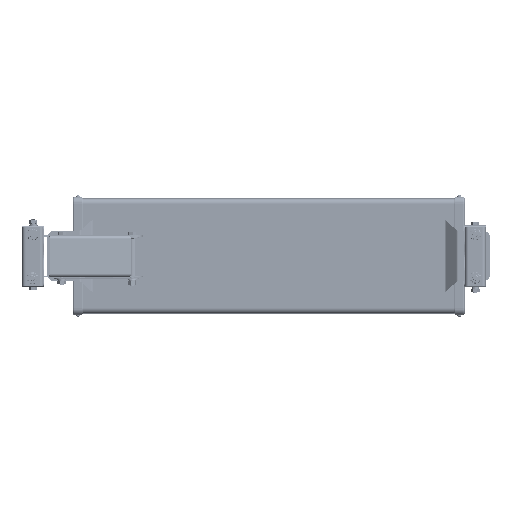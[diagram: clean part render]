
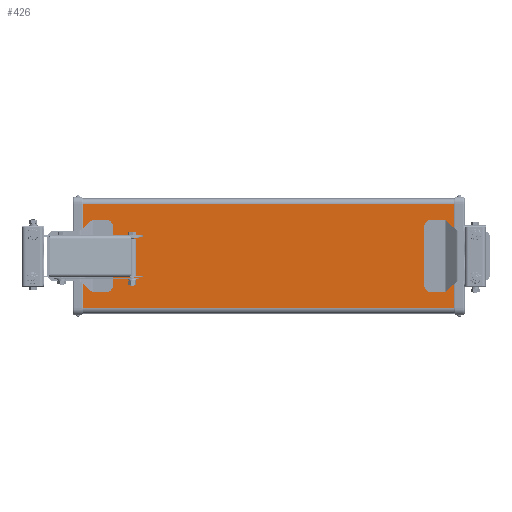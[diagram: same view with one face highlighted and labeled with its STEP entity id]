
A CAD part, front view. The second image highlights one B-rep face of the part: STEP entity #426.
In plain terms, the highlighted planar face has unit normal (0, -1, 0).
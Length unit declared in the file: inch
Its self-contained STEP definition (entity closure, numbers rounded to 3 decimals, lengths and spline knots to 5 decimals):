
#426 = ADVANCED_FACE ( 'NONE', ( #67160, #67170, #67162, #67158, #67165 ), #93157, .T. ) ;
#10758 = VERTEX_POINT ( 'NONE', #104446 ) ;
#22255 = AXIS2_PLACEMENT_3D ( 'NONE', #93178, #93181, #93184 ) ;
#24654 = VERTEX_POINT ( 'NONE', #45163 ) ;
#24656 = VERTEX_POINT ( 'NONE', #45164 ) ;
#24660 = VERTEX_POINT ( 'NONE', #45167 ) ;
#24666 = VERTEX_POINT ( 'NONE', #45172 ) ;
#25204 = VERTEX_POINT ( 'NONE', #45484 ) ;
#25208 = VERTEX_POINT ( 'NONE', #45485 ) ;
#25213 = VERTEX_POINT ( 'NONE', #45489 ) ;
#25216 = VERTEX_POINT ( 'NONE', #45490 ) ;
#25903 = VERTEX_POINT ( 'NONE', #45862 ) ;
#25919 = VERTEX_POINT ( 'NONE', #45871 ) ;
#29865 = EDGE_CURVE ( 'NONE', #25919, #10758, #98923, .T. ) ;
#29868 = EDGE_CURVE ( 'NONE', #25903, #71404, #98929, .T. ) ;
#29869 = EDGE_CURVE ( 'NONE', #10758, #71404, #98927, .T. ) ;
#33920 = CARTESIAN_POINT ( 'NONE',  ( -10.055, 0.1, 2.84375 ) ) ;
#33921 = DIRECTION ( 'NONE',  ( 0., 0., -1. ) ) ;
#33925 = CARTESIAN_POINT ( 'NONE',  ( 9.14895, 0.1, 1.1811 ) ) ;
#33926 = DIRECTION ( 'NONE',  ( 0., -1., 0. ) ) ;
#33927 = DIRECTION ( 'NONE',  ( 0., 0., -1. ) ) ;
#33928 = CARTESIAN_POINT ( 'NONE',  ( -9.14895, 0.1, 1.1811 ) ) ;
#33929 = DIRECTION ( 'NONE',  ( 0., -1., 0. ) ) ;
#33930 = DIRECTION ( 'NONE',  ( 0., 0., -1. ) ) ;
#33937 = CARTESIAN_POINT ( 'NONE',  ( -9.14895, 0.1, -1.1811 ) ) ;
#33938 = DIRECTION ( 'NONE',  ( 0., -1., 0. ) ) ;
#33939 = DIRECTION ( 'NONE',  ( 0., 0., -1. ) ) ;
#33941 = CARTESIAN_POINT ( 'NONE',  ( 9.14895, 0.1, -1.1811 ) ) ;
#33942 = DIRECTION ( 'NONE',  ( 0., -1., 0. ) ) ;
#33943 = DIRECTION ( 'NONE',  ( 0., 0., -1. ) ) ;
#34663 = CIRCLE ( 'NONE', #56171, 0.125 ) ;
#34665 = LINE ( 'NONE', #33920, #34668 ) ;
#34668 = VECTOR ( 'NONE', #33921, 39.37008 ) ;
#34669 = CIRCLE ( 'NONE', #56173, 0.125 ) ;
#34672 = CIRCLE ( 'NONE', #56179, 0.125 ) ;
#34675 = CIRCLE ( 'NONE', #56177, 0.125 ) ;
#36667 = CARTESIAN_POINT ( 'NONE',  ( 10.055, 0.1, 2.84375 ) ) ;
#45163 = CARTESIAN_POINT ( 'NONE',  ( -9.14895, 0.1, -1.0561 ) ) ;
#45164 = CARTESIAN_POINT ( 'NONE',  ( -9.14895, 0.1, -1.3061 ) ) ;
#45167 = CARTESIAN_POINT ( 'NONE',  ( 9.14895, 0.1, -1.3061 ) ) ;
#45172 = CARTESIAN_POINT ( 'NONE',  ( 9.14895, 0.1, -1.0561 ) ) ;
#45484 = CARTESIAN_POINT ( 'NONE',  ( 9.14895, 0.1, 1.0561 ) ) ;
#45485 = CARTESIAN_POINT ( 'NONE',  ( 9.14895, 0.1, 1.3061 ) ) ;
#45489 = CARTESIAN_POINT ( 'NONE',  ( -9.14895, 0.1, 1.0561 ) ) ;
#45490 = CARTESIAN_POINT ( 'NONE',  ( -9.14895, 0.1, 1.3061 ) ) ;
#45862 = CARTESIAN_POINT ( 'NONE',  ( -10.055, 0.1, 2.84375 ) ) ;
#45871 = CARTESIAN_POINT ( 'NONE',  ( -10.055, 0.1, -2.84375 ) ) ;
#49128 = ORIENTED_EDGE ( 'NONE', *, *, #60985, .F. ) ;
#49129 = ORIENTED_EDGE ( 'NONE', *, *, #60534, .F. ) ;
#49130 = ORIENTED_EDGE ( 'NONE', *, *, #60983, .F. ) ;
#49131 = ORIENTED_EDGE ( 'NONE', *, *, #60538, .F. ) ;
#49132 = ORIENTED_EDGE ( 'NONE', *, *, #60981, .F. ) ;
#49133 = ORIENTED_EDGE ( 'NONE', *, *, #60542, .F. ) ;
#49134 = ORIENTED_EDGE ( 'NONE', *, *, #60979, .F. ) ;
#49135 = ORIENTED_EDGE ( 'NONE', *, *, #60546, .F. ) ;
#49136 = ORIENTED_EDGE ( 'NONE', *, *, #29868, .F. ) ;
#49137 = ORIENTED_EDGE ( 'NONE', *, *, #60977, .T. ) ;
#49138 = ORIENTED_EDGE ( 'NONE', *, *, #29865, .T. ) ;
#49139 = ORIENTED_EDGE ( 'NONE', *, *, #29869, .T. ) ;
#55667 = AXIS2_PLACEMENT_3D ( 'NONE', #97378, #97379, #97380 ) ;
#55673 = AXIS2_PLACEMENT_3D ( 'NONE', #97388, #97389, #97390 ) ;
#55681 = AXIS2_PLACEMENT_3D ( 'NONE', #97398, #97399, #97400 ) ;
#55687 = AXIS2_PLACEMENT_3D ( 'NONE', #97408, #97409, #97410 ) ;
#56171 = AXIS2_PLACEMENT_3D ( 'NONE', #33925, #33926, #33927 ) ;
#56173 = AXIS2_PLACEMENT_3D ( 'NONE', #33928, #33929, #33930 ) ;
#56177 = AXIS2_PLACEMENT_3D ( 'NONE', #33937, #33938, #33939 ) ;
#56179 = AXIS2_PLACEMENT_3D ( 'NONE', #33941, #33942, #33943 ) ;
#60534 = EDGE_CURVE ( 'NONE', #24666, #24660, #93019, .T. ) ;
#60538 = EDGE_CURVE ( 'NONE', #24654, #24656, #93028, .T. ) ;
#60542 = EDGE_CURVE ( 'NONE', #25216, #25213, #93043, .T. ) ;
#60546 = EDGE_CURVE ( 'NONE', #25208, #25204, #93058, .T. ) ;
#60977 = EDGE_CURVE ( 'NONE', #25903, #25919, #34665, .T. ) ;
#60979 = EDGE_CURVE ( 'NONE', #25204, #25208, #34663, .T. ) ;
#60981 = EDGE_CURVE ( 'NONE', #25213, #25216, #34669, .T. ) ;
#60983 = EDGE_CURVE ( 'NONE', #24656, #24654, #34675, .T. ) ;
#60985 = EDGE_CURVE ( 'NONE', #24660, #24666, #34672, .T. ) ;
#66940 = EDGE_LOOP ( 'NONE', ( #49136, #49137, #49138, #49139 ) ) ;
#66949 = EDGE_LOOP ( 'NONE', ( #49130, #49131 ) ) ;
#66952 = EDGE_LOOP ( 'NONE', ( #49132, #49133 ) ) ;
#66954 = EDGE_LOOP ( 'NONE', ( #49128, #49129 ) ) ;
#66971 = EDGE_LOOP ( 'NONE', ( #49134, #49135 ) ) ;
#67158 = FACE_BOUND ( 'NONE', #66971, .T. ) ;
#67160 = FACE_BOUND ( 'NONE', #66954, .T. ) ;
#67162 = FACE_BOUND ( 'NONE', #66952, .T. ) ;
#67165 = FACE_OUTER_BOUND ( 'NONE', #66940, .T. ) ;
#67170 = FACE_BOUND ( 'NONE', #66949, .T. ) ;
#71404 = VERTEX_POINT ( 'NONE', #36667 ) ;
#93019 = CIRCLE ( 'NONE', #55667, 0.125 ) ;
#93028 = CIRCLE ( 'NONE', #55673, 0.125 ) ;
#93043 = CIRCLE ( 'NONE', #55681, 0.125 ) ;
#93058 = CIRCLE ( 'NONE', #55687, 0.125 ) ;
#93157 = PLANE ( 'NONE',  #22255 ) ;
#93178 = CARTESIAN_POINT ( 'NONE',  ( -10.125, 0.1, 2.84375 ) ) ;
#93181 = DIRECTION ( 'NONE',  ( 0., -1., 0. ) ) ;
#93184 = DIRECTION ( 'NONE',  ( 0., 0., -1. ) ) ;
#97378 = CARTESIAN_POINT ( 'NONE',  ( 9.14895, 0.1, -1.1811 ) ) ;
#97379 = DIRECTION ( 'NONE',  ( 0., -1., 0. ) ) ;
#97380 = DIRECTION ( 'NONE',  ( 0., 0., -1. ) ) ;
#97388 = CARTESIAN_POINT ( 'NONE',  ( -9.14895, 0.1, -1.1811 ) ) ;
#97389 = DIRECTION ( 'NONE',  ( 0., -1., 0. ) ) ;
#97390 = DIRECTION ( 'NONE',  ( 0., 0., -1. ) ) ;
#97398 = CARTESIAN_POINT ( 'NONE',  ( -9.14895, 0.1, 1.1811 ) ) ;
#97399 = DIRECTION ( 'NONE',  ( 0., -1., 0. ) ) ;
#97400 = DIRECTION ( 'NONE',  ( 0., 0., -1. ) ) ;
#97408 = CARTESIAN_POINT ( 'NONE',  ( 9.14895, 0.1, 1.1811 ) ) ;
#97409 = DIRECTION ( 'NONE',  ( 0., -1., 0. ) ) ;
#97410 = DIRECTION ( 'NONE',  ( 0., 0., -1. ) ) ;
#98364 = CARTESIAN_POINT ( 'NONE',  ( -10.125, 0.1, -2.84375 ) ) ;
#98365 = DIRECTION ( 'NONE',  ( 1., 0., 0. ) ) ;
#98366 = DIRECTION ( 'NONE',  ( 1., 0., 0. ) ) ;
#98368 = CARTESIAN_POINT ( 'NONE',  ( -10.125, 0.1, 2.84375 ) ) ;
#98369 = CARTESIAN_POINT ( 'NONE',  ( 10.055, 0.1, 2.84375 ) ) ;
#98374 = DIRECTION ( 'NONE',  ( 0., 0., 1. ) ) ;
#98923 = LINE ( 'NONE', #98364, #98926 ) ;
#98926 = VECTOR ( 'NONE', #98366, 39.37008 ) ;
#98927 = LINE ( 'NONE', #98369, #98933 ) ;
#98929 = LINE ( 'NONE', #98368, #98931 ) ;
#98931 = VECTOR ( 'NONE', #98365, 39.37008 ) ;
#98933 = VECTOR ( 'NONE', #98374, 39.37008 ) ;
#104446 = CARTESIAN_POINT ( 'NONE',  ( 10.055, 0.1, -2.84375 ) ) ;
